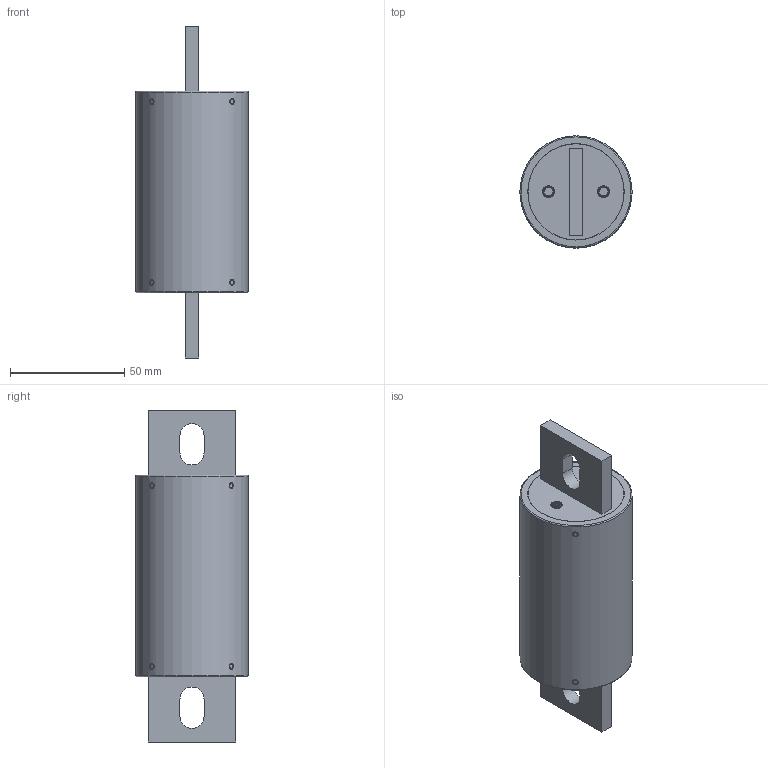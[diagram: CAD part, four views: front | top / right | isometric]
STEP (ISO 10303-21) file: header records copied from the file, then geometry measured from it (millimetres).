
FILE_DESCRIPTION(/* description */ (''),/* implementation_level */ '2;1');
FILE_NAME(/* name */ 'RS51MH-500.stp',/* time_stamp */ '2023-05-10T16:03:04+08:00',/* author */ (''),/* organization */ (''),/* preprocessor_version */ 'ST-DEVELOPER v16',/* originating_system */ 'SIEMENS PLM Software NX 10.0',/* authorisation */ '');
FILE_SCHEMA (('CONFIG_CONTROL_DESIGN'));
Products named in the file (1): RS51MH-500
Bounding box: 49 x 49 x 145 mm (x, y, z)
Volume: 76499.4 mm3; surface area: 40849.4 mm2
Topology: 15 solids, 15 shells, 1902 faces, 5572 edges, 3714 vertices
Faces by surface type: plane 1816, cylinder 40, bspline 16, cone 16, torus 14
Full cylindrical faces by diameter (mm): 2.5 x8, 2.6 x8, 41.95 x2, 42.1 x1, 49 x1
Entity records: 84444 total; most frequent: CARTESIAN_POINT 33155, ORIENTED_EDGE 10988, DIRECTION 10422, EDGE_CURVE 5494, LINE 4164, VECTOR 4164, VERTEX_POINT 3686, AXIS2_PLACEMENT_3D 3129
